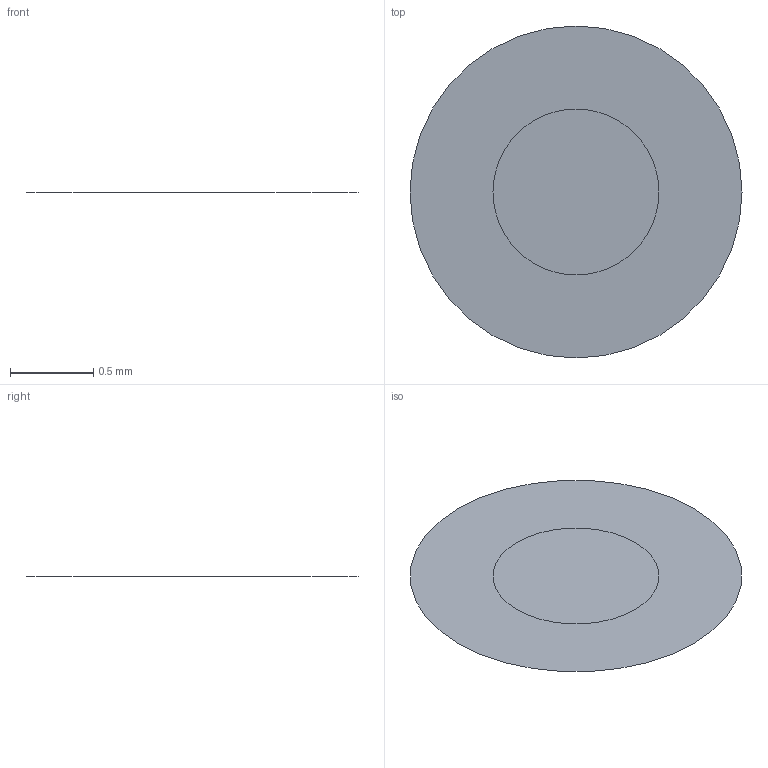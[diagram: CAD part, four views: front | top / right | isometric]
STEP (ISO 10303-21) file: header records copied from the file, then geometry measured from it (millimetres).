
FILE_DESCRIPTION(('Open CASCADE Model'),'2;1');
FILE_NAME('Open CASCADE Shape Model','2020-10-01T06:49:41',('Author'),( 'Open CASCADE'),'Open CASCADE STEP processor 6.9','Open CASCADE 6.9' ,'Unknown');
FILE_SCHEMA(('AUTOMOTIVE_DESIGN { 1 0 10303 214 1 1 1 1 }'));
Length unit declared in the file: millimetre
Products named in the file (1): Open CASCADE STEP translator 6.9 1
Bounding box: 2 x 2 x 0 mm (x, y, z)
Surface area: 3.1 mm2 (no closed solid volume)
Topology: 0 solids, 1 shells, 2 faces, 2 edges, 2 vertices
Faces by surface type: plane 2
Entity records: 75 total; most frequent: DIRECTION 13, CARTESIAN_POINT 10, AXIS2_PLACEMENT_3D 5, CIRCLE 5, FACE_BOUND 3, EDGE_LOOP 3, ORIENTED_EDGE 3, PCURVE 3
